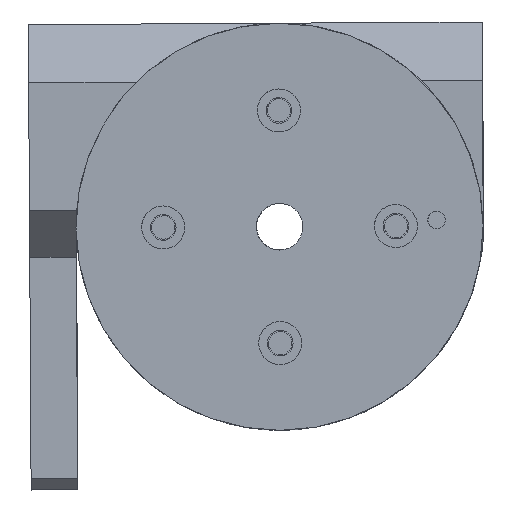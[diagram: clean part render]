
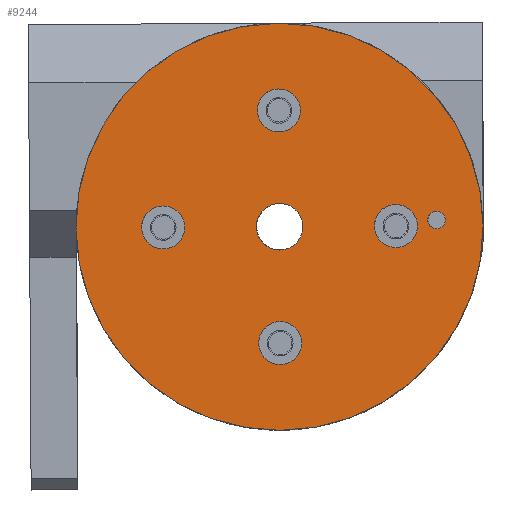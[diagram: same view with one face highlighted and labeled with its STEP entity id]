
A CAD part, front view. The second image highlights one B-rep face of the part: STEP entity #9244.
In plain terms, the highlighted face is planar.
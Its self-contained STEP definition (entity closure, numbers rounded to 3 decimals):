
#66 = ORIENTED_EDGE ( 'NONE', *, *, #16538, .T. ) ;
#114 = VERTEX_POINT ( 'NONE', #15966 ) ;
#226 = VERTEX_POINT ( 'NONE', #6008 ) ;
#245 = CIRCLE ( 'NONE', #21540, 3.7 ) ;
#424 = AXIS2_PLACEMENT_3D ( 'NONE', #6702, #13856, #2864 ) ;
#470 = EDGE_LOOP ( 'NONE', ( #19046, #8847 ) ) ;
#525 = CIRCLE ( 'NONE', #13603, 3.7 ) ;
#805 = CARTESIAN_POINT ( 'NONE',  ( 9.6, 0., 4. ) ) ;
#937 = AXIS2_PLACEMENT_3D ( 'NONE', #22936, #4806, #17551 ) ;
#1277 = ORIENTED_EDGE ( 'NONE', *, *, #22194, .F. ) ;
#1541 = DIRECTION ( 'NONE',  ( 0., 0., -1. ) ) ;
#2580 = AXIS2_PLACEMENT_3D ( 'NONE', #6456, #6791, #8323 ) ;
#2779 = DIRECTION ( 'NONE',  ( 0., 0., -1. ) ) ;
#2801 = ORIENTED_EDGE ( 'NONE', *, *, #16916, .F. ) ;
#2864 = DIRECTION ( 'NONE',  ( 0., 0., -1. ) ) ;
#2909 = FACE_OUTER_BOUND ( 'NONE', #18332, .T. ) ;
#3117 = VERTEX_POINT ( 'NONE', #8092 ) ;
#3177 = VERTEX_POINT ( 'NONE', #15356 ) ;
#3332 = CIRCLE ( 'NONE', #3704, 3.7 ) ;
#3378 = AXIS2_PLACEMENT_3D ( 'NONE', #15521, #22666, #8260 ) ;
#3425 = AXIS2_PLACEMENT_3D ( 'NONE', #14662, #14437, #9162 ) ;
#3637 = AXIS2_PLACEMENT_3D ( 'NONE', #18501, #6212, #20729 ) ;
#3704 = AXIS2_PLACEMENT_3D ( 'NONE', #11829, #10418, #1541 ) ;
#3760 = AXIS2_PLACEMENT_3D ( 'NONE', #11645, #11768, #2779 ) ;
#3866 = DIRECTION ( 'NONE',  ( 1., 0., 0. ) ) ;
#4432 = CARTESIAN_POINT ( 'NONE',  ( 9.6, 0., 23.7 ) ) ;
#4565 = CARTESIAN_POINT ( 'NONE',  ( 9.6, 20., 0. ) ) ;
#4620 = DIRECTION ( 'NONE',  ( 0., 0., -1. ) ) ;
#4672 = FACE_BOUND ( 'NONE', #470, .T. ) ;
#4784 = FACE_BOUND ( 'NONE', #22302, .T. ) ;
#4798 = CARTESIAN_POINT ( 'NONE',  ( 9.6, -1., 28.5 ) ) ;
#4806 = DIRECTION ( 'NONE',  ( 1., 0., 0. ) ) ;
#5191 = CARTESIAN_POINT ( 'NONE',  ( 9.6, 0., 16.3 ) ) ;
#5215 = VERTEX_POINT ( 'NONE', #4432 ) ;
#5401 = DIRECTION ( 'NONE',  ( 0., 0., -1. ) ) ;
#5446 = VERTEX_POINT ( 'NONE', #6634 ) ;
#5871 = ORIENTED_EDGE ( 'NONE', *, *, #17647, .F. ) ;
#6008 = CARTESIAN_POINT ( 'NONE',  ( 9.6, -1., 25.5 ) ) ;
#6010 = CARTESIAN_POINT ( 'NONE',  ( 9.6, -20., 0. ) ) ;
#6212 = DIRECTION ( 'NONE',  ( 1., 0., 0. ) ) ;
#6407 = FACE_BOUND ( 'NONE', #18095, .T. ) ;
#6443 = CARTESIAN_POINT ( 'NONE',  ( 9.6, -20., 3.7 ) ) ;
#6456 = CARTESIAN_POINT ( 'NONE',  ( 9.6, 0., 0. ) ) ;
#6462 = EDGE_CURVE ( 'NONE', #3177, #114, #525, .T. ) ;
#6632 = DIRECTION ( 'NONE',  ( 0., 0., -1. ) ) ;
#6634 = CARTESIAN_POINT ( 'NONE',  ( 9.6, 0., -35. ) ) ;
#6702 = CARTESIAN_POINT ( 'NONE',  ( 9.6, 20., 0. ) ) ;
#6791 = DIRECTION ( 'NONE',  ( 1., 0., 0. ) ) ;
#7162 = EDGE_LOOP ( 'NONE', ( #16242, #16417 ) ) ;
#7437 = EDGE_LOOP ( 'NONE', ( #11403, #22257 ) ) ;
#7664 = VERTEX_POINT ( 'NONE', #12151 ) ;
#7840 = CIRCLE ( 'NONE', #3760, 3.7 ) ;
#7908 = AXIS2_PLACEMENT_3D ( 'NONE', #4565, #10382, #17534 ) ;
#7923 = VERTEX_POINT ( 'NONE', #14914 ) ;
#8092 = CARTESIAN_POINT ( 'NONE',  ( 9.6, 0., -4. ) ) ;
#8182 = CARTESIAN_POINT ( 'NONE',  ( 9.6, 0., 35. ) ) ;
#8260 = DIRECTION ( 'NONE',  ( 0., 0., -1. ) ) ;
#8323 = DIRECTION ( 'NONE',  ( 0., 0., -1. ) ) ;
#8498 = FACE_BOUND ( 'NONE', #7437, .T. ) ;
#8544 = CIRCLE ( 'NONE', #17536, 1.5 ) ;
#8698 = DIRECTION ( 'NONE',  ( 0., 0., -1. ) ) ;
#8847 = ORIENTED_EDGE ( 'NONE', *, *, #17786, .F. ) ;
#8858 = AXIS2_PLACEMENT_3D ( 'NONE', #13666, #11785, #6632 ) ;
#8978 = VERTEX_POINT ( 'NONE', #8182 ) ;
#9007 = CIRCLE ( 'NONE', #424, 3.7 ) ;
#9121 = VERTEX_POINT ( 'NONE', #805 ) ;
#9162 = DIRECTION ( 'NONE',  ( 0., 0., -1. ) ) ;
#9244 = ADVANCED_FACE ( 'NONE', ( #4672, #4784, #6407, #15422, #18936, #2909, #8498 ), #20698, .T. ) ;
#9507 = DIRECTION ( 'NONE',  ( 1., 0., 0. ) ) ;
#9670 = CARTESIAN_POINT ( 'NONE',  ( 9.6, 20., 3.7 ) ) ;
#9809 = DIRECTION ( 'NONE',  ( 0., 0., -1. ) ) ;
#10382 = DIRECTION ( 'NONE',  ( 1., 0., 0. ) ) ;
#10418 = DIRECTION ( 'NONE',  ( 1., 0., 0. ) ) ;
#10456 = CARTESIAN_POINT ( 'NONE',  ( 9.6, 0., 0. ) ) ;
#11008 = ORIENTED_EDGE ( 'NONE', *, *, #18631, .F. ) ;
#11403 = ORIENTED_EDGE ( 'NONE', *, *, #17618, .F. ) ;
#11645 = CARTESIAN_POINT ( 'NONE',  ( 9.6, -20., 0. ) ) ;
#11768 = DIRECTION ( 'NONE',  ( 1., 0., 0. ) ) ;
#11785 = DIRECTION ( 'NONE',  ( 1., 0., 0. ) ) ;
#11829 = CARTESIAN_POINT ( 'NONE',  ( 9.6, 0., 20. ) ) ;
#12151 = CARTESIAN_POINT ( 'NONE',  ( 9.6, -20., -3.7 ) ) ;
#12286 = CIRCLE ( 'NONE', #2580, 4. ) ;
#12732 = ORIENTED_EDGE ( 'NONE', *, *, #14994, .T. ) ;
#13288 = EDGE_LOOP ( 'NONE', ( #2801, #21726 ) ) ;
#13360 = EDGE_CURVE ( 'NONE', #226, #22163, #15380, .T. ) ;
#13603 = AXIS2_PLACEMENT_3D ( 'NONE', #14271, #3866, #9809 ) ;
#13666 = CARTESIAN_POINT ( 'NONE',  ( 9.6, 0., 0. ) ) ;
#13856 = DIRECTION ( 'NONE',  ( 1., 0., 0. ) ) ;
#14271 = CARTESIAN_POINT ( 'NONE',  ( 9.6, 0., -20. ) ) ;
#14437 = DIRECTION ( 'NONE',  ( 1., 0., 0. ) ) ;
#14443 = AXIS2_PLACEMENT_3D ( 'NONE', #19116, #15127, #22279 ) ;
#14662 = CARTESIAN_POINT ( 'NONE',  ( 9.6, -1., 27. ) ) ;
#14743 = CIRCLE ( 'NONE', #937, 4. ) ;
#14914 = CARTESIAN_POINT ( 'NONE',  ( 9.6, 20., -3.7 ) ) ;
#14994 = EDGE_CURVE ( 'NONE', #8978, #5446, #19954, .T. ) ;
#15127 = DIRECTION ( 'NONE',  ( 1., 0., 0. ) ) ;
#15253 = EDGE_CURVE ( 'NONE', #3117, #9121, #14743, .T. ) ;
#15356 = CARTESIAN_POINT ( 'NONE',  ( 9.6, 0., -16.3 ) ) ;
#15380 = CIRCLE ( 'NONE', #3425, 1.5 ) ;
#15422 = FACE_BOUND ( 'NONE', #7162, .T. ) ;
#15521 = CARTESIAN_POINT ( 'NONE',  ( 9.6, 0., 20. ) ) ;
#15709 = CIRCLE ( 'NONE', #3378, 3.7 ) ;
#15928 = CARTESIAN_POINT ( 'NONE',  ( 9.6, -1., 27. ) ) ;
#15959 = CIRCLE ( 'NONE', #3637, 3.7 ) ;
#15966 = CARTESIAN_POINT ( 'NONE',  ( 9.6, 0., -23.7 ) ) ;
#16242 = ORIENTED_EDGE ( 'NONE', *, *, #20323, .F. ) ;
#16417 = ORIENTED_EDGE ( 'NONE', *, *, #21009, .F. ) ;
#16538 = EDGE_CURVE ( 'NONE', #5446, #8978, #17070, .T. ) ;
#16879 = ORIENTED_EDGE ( 'NONE', *, *, #18518, .F. ) ;
#16916 = EDGE_CURVE ( 'NONE', #114, #3177, #15959, .T. ) ;
#17070 = CIRCLE ( 'NONE', #14443, 35. ) ;
#17279 = VERTEX_POINT ( 'NONE', #9670 ) ;
#17534 = DIRECTION ( 'NONE',  ( 0., 0., -1. ) ) ;
#17536 = AXIS2_PLACEMENT_3D ( 'NONE', #15928, #21432, #5401 ) ;
#17551 = DIRECTION ( 'NONE',  ( 0., 0., -1. ) ) ;
#17608 = DIRECTION ( 'NONE',  ( 1., 0., 0. ) ) ;
#17618 = EDGE_CURVE ( 'NONE', #9121, #3117, #12286, .T. ) ;
#17647 = EDGE_CURVE ( 'NONE', #5215, #19067, #3332, .T. ) ;
#17786 = EDGE_CURVE ( 'NONE', #22163, #226, #8544, .T. ) ;
#18023 = CIRCLE ( 'NONE', #7908, 3.7 ) ;
#18089 = AXIS2_PLACEMENT_3D ( 'NONE', #10456, #17608, #8698 ) ;
#18095 = EDGE_LOOP ( 'NONE', ( #16879, #5871 ) ) ;
#18332 = EDGE_LOOP ( 'NONE', ( #12732, #66 ) ) ;
#18501 = CARTESIAN_POINT ( 'NONE',  ( 9.6, 0., -20. ) ) ;
#18518 = EDGE_CURVE ( 'NONE', #19067, #5215, #15709, .T. ) ;
#18631 = EDGE_CURVE ( 'NONE', #7664, #22769, #7840, .T. ) ;
#18936 = FACE_BOUND ( 'NONE', #13288, .T. ) ;
#19046 = ORIENTED_EDGE ( 'NONE', *, *, #13360, .F. ) ;
#19067 = VERTEX_POINT ( 'NONE', #5191 ) ;
#19116 = CARTESIAN_POINT ( 'NONE',  ( 9.6, 0., 0. ) ) ;
#19954 = CIRCLE ( 'NONE', #18089, 35. ) ;
#20323 = EDGE_CURVE ( 'NONE', #7923, #17279, #9007, .T. ) ;
#20698 = PLANE ( 'NONE',  #8858 ) ;
#20729 = DIRECTION ( 'NONE',  ( 0., 0., -1. ) ) ;
#21009 = EDGE_CURVE ( 'NONE', #17279, #7923, #18023, .T. ) ;
#21432 = DIRECTION ( 'NONE',  ( 1., 0., 0. ) ) ;
#21540 = AXIS2_PLACEMENT_3D ( 'NONE', #6010, #9507, #4620 ) ;
#21726 = ORIENTED_EDGE ( 'NONE', *, *, #6462, .F. ) ;
#22163 = VERTEX_POINT ( 'NONE', #4798 ) ;
#22194 = EDGE_CURVE ( 'NONE', #22769, #7664, #245, .T. ) ;
#22257 = ORIENTED_EDGE ( 'NONE', *, *, #15253, .F. ) ;
#22279 = DIRECTION ( 'NONE',  ( 0., 0., -1. ) ) ;
#22302 = EDGE_LOOP ( 'NONE', ( #11008, #1277 ) ) ;
#22666 = DIRECTION ( 'NONE',  ( 1., 0., 0. ) ) ;
#22769 = VERTEX_POINT ( 'NONE', #6443 ) ;
#22936 = CARTESIAN_POINT ( 'NONE',  ( 9.6, 0., 0. ) ) ;
